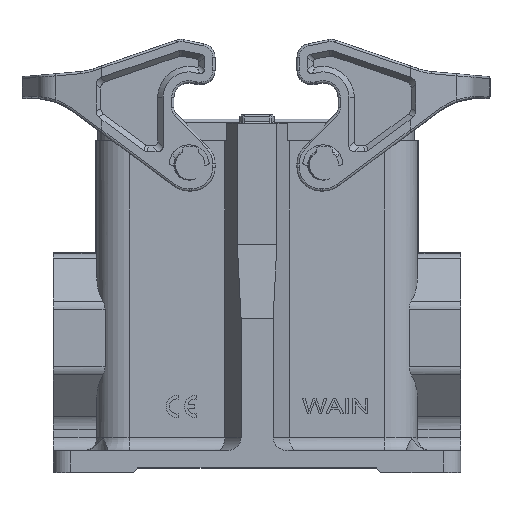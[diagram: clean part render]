
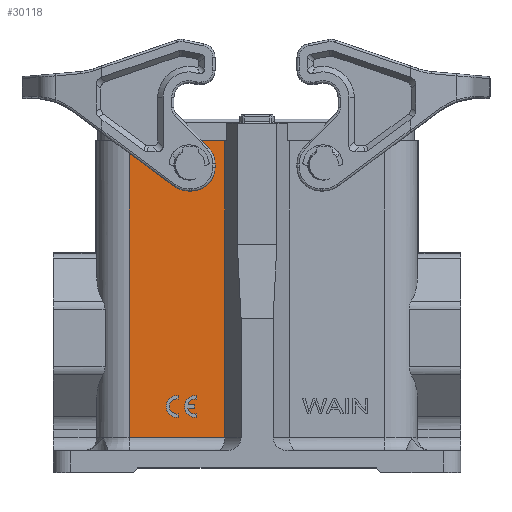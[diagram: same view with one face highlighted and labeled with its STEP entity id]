
A CAD part, top view. The second image highlights one B-rep face of the part: STEP entity #30118.
In plain terms, the highlighted planar face has unit normal (0, 0, 1).
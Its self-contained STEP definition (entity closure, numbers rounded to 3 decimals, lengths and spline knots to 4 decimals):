
#2293=DIRECTION('',(0.,1.,0.));
#2294=VECTOR('',#2293,2.6969);
#2295=CARTESIAN_POINT('',(-1.1417,-2.4449,
0.8661));
#2296=LINE('',#2295,#2294);
#2373=DIRECTION('',(-1.,0.,0.));
#2374=VECTOR('',#2373,0.8681);
#2375=CARTESIAN_POINT('',(-0.2736,0.252,
0.8661));
#2376=LINE('',#2375,#2374);
#2377=CARTESIAN_POINT('',(-0.5886,0.0315,
0.8661));
#2378=DIRECTION('',(0.,0.,-1.));
#2379=DIRECTION('',(-1.,0.,0.));
#2380=AXIS2_PLACEMENT_3D('',#2377,#2378,#2379);
#2382=CARTESIAN_POINT('',(-0.5886,0.0315,
0.8661));
#2383=DIRECTION('',(0.,0.,-1.));
#2384=DIRECTION('',(1.,0.,0.));
#2385=AXIS2_PLACEMENT_3D('',#2382,#2383,#2384);
#2387=DIRECTION('',(0.,-1.,0.));
#2388=VECTOR('',#2387,0.0297);
#2389=CARTESIAN_POINT('',(-0.5305,-2.2301,
0.8661));
#2390=LINE('',#2389,#2388);
#2391=CARTESIAN_POINT('',(-0.5409,-2.1621,
0.8661));
#2392=DIRECTION('',(0.,0.,1.));
#2393=DIRECTION('',(-0.977,-0.214,0.));
#2394=AXIS2_PLACEMENT_3D('',#2391,#2392,#2393);
#2396=DIRECTION('',(-1.,0.,0.));
#2397=VECTOR('',#2396,0.0573);
#2398=CARTESIAN_POINT('',(-0.5508,-2.1768,
0.8661));
#2399=LINE('',#2398,#2397);
#2400=DIRECTION('',(0.,-1.,0.));
#2401=VECTOR('',#2400,0.0298);
#2402=CARTESIAN_POINT('',(-0.5508,-2.147,
0.8661));
#2403=LINE('',#2402,#2401);
#2404=DIRECTION('',(1.,0.,0.));
#2405=VECTOR('',#2404,0.0572);
#2406=CARTESIAN_POINT('',(-0.6079,-2.147,
0.8661));
#2407=LINE('',#2406,#2405);
#2408=CARTESIAN_POINT('',(-0.5409,-2.1621,
0.8661));
#2409=DIRECTION('',(0.,0.,1.));
#2410=DIRECTION('',(0.152,0.988,0.));
#2411=AXIS2_PLACEMENT_3D('',#2408,#2409,#2410);
#2413=DIRECTION('',(0.,-1.,0.));
#2414=VECTOR('',#2413,0.0301);
#2415=CARTESIAN_POINT('',(-0.5305,-2.0641,
0.8661));
#2416=LINE('',#2415,#2414);
#2417=DIRECTION('',(0.,-1.,0.));
#2418=VECTOR('',#2417,0.0301);
#2419=CARTESIAN_POINT('',(-0.6974,-2.0639,
0.8661));
#2420=LINE('',#2419,#2418);
#2421=DIRECTION('',(0.,-1.,0.));
#2422=VECTOR('',#2421,0.0297);
#2423=CARTESIAN_POINT('',(-0.6974,-2.2299,
0.8661));
#2424=LINE('',#2423,#2422);
#2429=DIRECTION('',(0.,-1.,0.));
#2430=VECTOR('',#2429,2.6969);
#2431=CARTESIAN_POINT('',(-0.2736,0.252,
0.8661));
#2432=LINE('',#2431,#2430);
#3004=CARTESIAN_POINT('',(-0.2736,-2.4449,
0.8661));
#3029=DIRECTION('',(-1.,0.,0.));
#3030=VECTOR('',#3029,0.8681);
#3031=CARTESIAN_POINT('',(-0.2736,-2.4449,
0.8661));
#3032=LINE('',#3031,#3030);
#9358=CARTESIAN_POINT('',(-0.5412,-2.1619,
0.8661));
#9359=DIRECTION('',(0.,0.,-1.));
#9360=DIRECTION('',(0.109,-0.994,0.));
#9361=AXIS2_PLACEMENT_3D('',#9358,#9359,#9360);
#9421=CARTESIAN_POINT('',(-0.7078,-2.1619,
0.8661));
#9422=DIRECTION('',(0.,0.,1.));
#9423=DIRECTION('',(0.152,0.988,0.));
#9424=AXIS2_PLACEMENT_3D('',#9421,#9422,#9423);
#9452=CARTESIAN_POINT('',(-0.7082,-2.1617,
0.8661));
#9453=DIRECTION('',(0.,0.,-1.));
#9454=DIRECTION('',(0.109,-0.994,0.));
#9455=AXIS2_PLACEMENT_3D('',#9452,#9453,#9454);
#25804=CARTESIAN_POINT('',(-0.6974,-2.0639,
0.8661));
#25806=VERTEX_POINT('',#25804);
#25859=CARTESIAN_POINT('',(-0.5305,-2.0941,
0.8661));
#25860=CARTESIAN_POINT('',(-0.6079,-2.147,
0.8661));
#25861=VERTEX_POINT('',#25859);
#25862=VERTEX_POINT('',#25860);
#25948=CARTESIAN_POINT('',(-0.7866,0.0315,
0.8661));
#25949=VERTEX_POINT('',#25948);
#25997=CARTESIAN_POINT('',(-0.5305,-2.0641,
0.8661));
#25999=VERTEX_POINT('',#25997);
#26093=CARTESIAN_POINT('',(-0.5508,-2.1768,
0.8661));
#26095=VERTEX_POINT('',#26093);
#26314=VERTEX_POINT('',#3004);
#26462=CARTESIAN_POINT('',(-1.1417,-2.4449,
0.8661));
#26463=CARTESIAN_POINT('',(-1.1417,0.252,
0.8661));
#26464=VERTEX_POINT('',#26462);
#26465=VERTEX_POINT('',#26463);
#26468=CARTESIAN_POINT('',(-0.5305,-2.2301,
0.8661));
#26469=CARTESIAN_POINT('',(-0.5305,-2.2598,
0.8661));
#26470=VERTEX_POINT('',#26468);
#26471=VERTEX_POINT('',#26469);
#26675=CARTESIAN_POINT('',(-0.5508,-2.147,
0.8661));
#26676=VERTEX_POINT('',#26675);
#26760=CARTESIAN_POINT('',(-0.608,-2.1768,
0.8661));
#26762=VERTEX_POINT('',#26760);
#26883=CARTESIAN_POINT('',(-0.6974,-2.2299,
0.8661));
#26885=VERTEX_POINT('',#26883);
#26936=CARTESIAN_POINT('',(-0.3906,0.0315,
0.8661));
#26937=VERTEX_POINT('',#26936);
#27149=CARTESIAN_POINT('',(-0.6974,-2.094,
0.8661));
#27150=VERTEX_POINT('',#27149);
#27252=CARTESIAN_POINT('',(-0.2736,0.252,
0.8661));
#27253=VERTEX_POINT('',#27252);
#27423=CARTESIAN_POINT('',(-0.6974,-2.2596,
0.8661));
#27424=VERTEX_POINT('',#27423);
#30071=CARTESIAN_POINT('',(-2.5512,-0.6929,
0.8661));
#30072=DIRECTION('',(0.,0.,1.));
#30073=DIRECTION('',(1.,0.,0.));
#30074=AXIS2_PLACEMENT_3D('',#30071,#30072,#30073);
#30075=PLANE('',#30074);
#30076=ORIENTED_EDGE('',*,*,#27704,.F.);
#30078=ORIENTED_EDGE('',*,*,#30077,.T.);
#30080=ORIENTED_EDGE('',*,*,#30079,.T.);
#30081=ORIENTED_EDGE('',*,*,#29954,.T.);
#30082=EDGE_LOOP('',(#30076,#30078,#30080,#30081));
#30083=FACE_OUTER_BOUND('',#30082,.F.);
#30085=ORIENTED_EDGE('',*,*,#30084,.F.);
#30087=ORIENTED_EDGE('',*,*,#30086,.F.);
#30088=EDGE_LOOP('',(#30085,#30087));
#30089=FACE_BOUND('',#30088,.F.);
#30091=ORIENTED_EDGE('',*,*,#30090,.F.);
#30093=ORIENTED_EDGE('',*,*,#30092,.F.);
#30095=ORIENTED_EDGE('',*,*,#30094,.F.);
#30097=ORIENTED_EDGE('',*,*,#30096,.F.);
#30099=ORIENTED_EDGE('',*,*,#30098,.F.);
#30101=ORIENTED_EDGE('',*,*,#30100,.F.);
#30103=ORIENTED_EDGE('',*,*,#30102,.F.);
#30105=ORIENTED_EDGE('',*,*,#30104,.F.);
#30106=EDGE_LOOP('',(#30091,#30093,#30095,#30097,#30099,#30101,#30103,#30105));
#30107=FACE_BOUND('',#30106,.F.);
#30109=ORIENTED_EDGE('',*,*,#30108,.F.);
#30111=ORIENTED_EDGE('',*,*,#30110,.F.);
#30113=ORIENTED_EDGE('',*,*,#30112,.F.);
#30115=ORIENTED_EDGE('',*,*,#30114,.F.);
#30116=EDGE_LOOP('',(#30109,#30111,#30113,#30115));
#30117=FACE_BOUND('',#30116,.F.);
#30118=ADVANCED_FACE('',(#30083,#30089,#30107,#30117),#30075,.T.);
#2381=CIRCLE('',#2380,0.198);
#2386=CIRCLE('',#2385,0.198);
#2395=CIRCLE('',#2394,0.0687);
#2412=CIRCLE('',#2411,0.0687);
#9362=CIRCLE('',#9361,0.0984);
#9425=CIRCLE('',#9424,0.0687);
#9456=CIRCLE('',#9455,0.0984);
#27704=EDGE_CURVE('',#27253,#26465,#2376,.T.);
#29954=EDGE_CURVE('',#26464,#26465,#2296,.T.);
#30077=EDGE_CURVE('',#27253,#26314,#2432,.T.);
#30079=EDGE_CURVE('',#26314,#26464,#3032,.T.);
#30084=EDGE_CURVE('',#25949,#26937,#2381,.T.);
#30086=EDGE_CURVE('',#26937,#25949,#2386,.T.);
#30090=EDGE_CURVE('',#26470,#26471,#2390,.T.);
#30092=EDGE_CURVE('',#26762,#26470,#2395,.T.);
#30094=EDGE_CURVE('',#26095,#26762,#2399,.T.);
#30096=EDGE_CURVE('',#26676,#26095,#2403,.T.);
#30098=EDGE_CURVE('',#25862,#26676,#2407,.T.);
#30100=EDGE_CURVE('',#25861,#25862,#2412,.T.);
#30102=EDGE_CURVE('',#25999,#25861,#2416,.T.);
#30104=EDGE_CURVE('',#26471,#25999,#9362,.T.);
#30108=EDGE_CURVE('',#25806,#27150,#2420,.T.);
#30110=EDGE_CURVE('',#27424,#25806,#9456,.T.);
#30112=EDGE_CURVE('',#26885,#27424,#2424,.T.);
#30114=EDGE_CURVE('',#27150,#26885,#9425,.T.);
